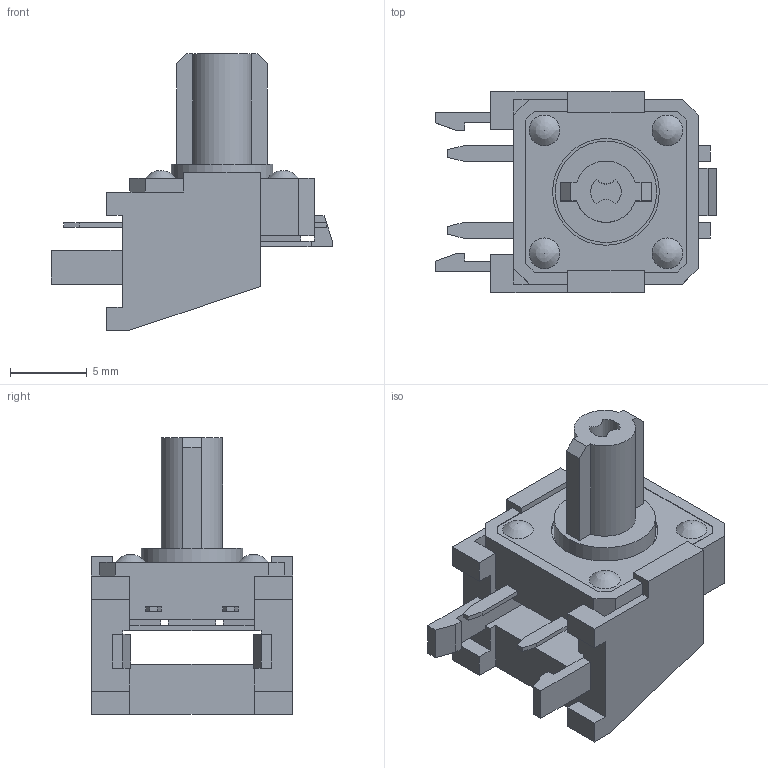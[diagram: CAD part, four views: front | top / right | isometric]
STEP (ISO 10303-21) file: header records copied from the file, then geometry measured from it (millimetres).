
FILE_DESCRIPTION((' '),'2;1');
FILE_NAME('TL1100GFxxxx.stp','2017-07-21T10:57:11',(' '),(' '),' ','ACIS',' ');
FILE_SCHEMA(('CONFIG_CONTROL_DESIGN'));
Length unit declared in the file: inch
Products named in the file (1): TL1100GFxxxx.stp
Bounding box: 18.3 x 13.1 x 18 mm (x, y, z)
Volume: 1004.4 mm3; surface area: 1721.1 mm2
Topology: 1 solids, 1 shells, 266 faces, 739 edges, 479 vertices
Faces by surface type: plane 227, cylinder 31, bspline 4, torus 3, cone 1
Full cylindrical faces by diameter (mm): 0.8 x4, 1 x4, 1.75 x1, 3 x1, 4.84 x1, 6.6 x1, 6.95 x1
Entity records: 8432 total; most frequent: CARTESIAN_POINT 1554, ORIENTED_EDGE 1424, DIRECTION 1309, EDGE_CURVE 712, VECTOR 641, LINE 641, VERTEX_POINT 471, AXIS2_PLACEMENT_3D 334
